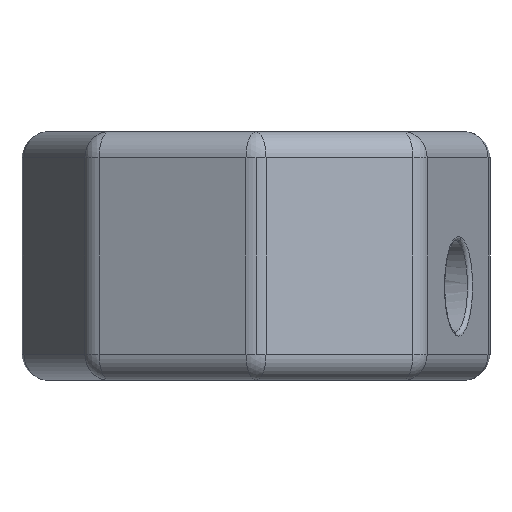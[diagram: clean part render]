
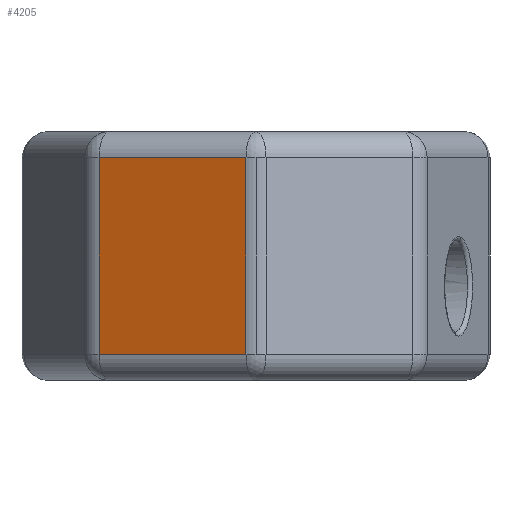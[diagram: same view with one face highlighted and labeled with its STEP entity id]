
A CAD part, left-side view. The second image highlights one B-rep face of the part: STEP entity #4205.
In plain terms, the highlighted planar face has unit normal (-0.924, 0.383, 0).
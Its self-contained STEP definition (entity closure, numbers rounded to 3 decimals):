
#37 = FACE_OUTER_BOUND ( 'NONE', #2473, .T. ) ;
#83 = ORIENTED_EDGE ( 'NONE', *, *, #765, .T. ) ;
#119 = DIRECTION ( 'NONE',  ( 0.383, 0.924, 0. ) ) ;
#122 = DIRECTION ( 'NONE',  ( 0., 0., 1. ) ) ;
#128 = ORIENTED_EDGE ( 'NONE', *, *, #1298, .T. ) ;
#319 = VERTEX_POINT ( 'NONE', #2554 ) ;
#624 = VERTEX_POINT ( 'NONE', #4395 ) ;
#765 = EDGE_CURVE ( 'NONE', #2297, #319, #2331, .T. ) ;
#872 = VECTOR ( 'NONE', #3374, 1000. ) ;
#1122 = AXIS2_PLACEMENT_3D ( 'NONE', #3115, #4271, #2356 ) ;
#1124 = CARTESIAN_POINT ( 'NONE',  ( -13.075, 11.992, 17. ) ) ;
#1298 = EDGE_CURVE ( 'NONE', #624, #2297, #2409, .T. ) ;
#1581 = PLANE ( 'NONE',  #1122 ) ;
#1995 = VECTOR ( 'NONE', #119, 1000. ) ;
#2035 = CARTESIAN_POINT ( 'NONE',  ( -13.075, 11.992, 17. ) ) ;
#2221 = CARTESIAN_POINT ( 'NONE',  ( -12.758, 12.758, 2. ) ) ;
#2297 = VERTEX_POINT ( 'NONE', #1124 ) ;
#2318 = VERTEX_POINT ( 'NONE', #3213 ) ;
#2331 = LINE ( 'NONE', #4270, #3599 ) ;
#2356 = DIRECTION ( 'NONE',  ( 0., 0., -1. ) ) ;
#2409 = LINE ( 'NONE', #2035, #1995 ) ;
#2473 = EDGE_LOOP ( 'NONE', ( #83, #2893, #4558, #128 ) ) ;
#2554 = CARTESIAN_POINT ( 'NONE',  ( -13.075, 11.992, 2. ) ) ;
#2827 = LINE ( 'NONE', #2856, #4026 ) ;
#2856 = CARTESIAN_POINT ( 'NONE',  ( -17.725, 0.765, 19. ) ) ;
#2893 = ORIENTED_EDGE ( 'NONE', *, *, #4409, .T. ) ;
#3089 = DIRECTION ( 'NONE',  ( 0., 0., -1. ) ) ;
#3115 = CARTESIAN_POINT ( 'NONE',  ( -12.758, 12.758, 19. ) ) ;
#3213 = CARTESIAN_POINT ( 'NONE',  ( -17.725, 0.765, 2. ) ) ;
#3374 = DIRECTION ( 'NONE',  ( -0.383, -0.924, 0. ) ) ;
#3599 = VECTOR ( 'NONE', #3089, 1000. ) ;
#4026 = VECTOR ( 'NONE', #122, 1000. ) ;
#4106 = LINE ( 'NONE', #2221, #872 ) ;
#4205 = ADVANCED_FACE ( 'NONE', ( #37 ), #1581, .F. ) ;
#4270 = CARTESIAN_POINT ( 'NONE',  ( -13.075, 11.992, 19. ) ) ;
#4271 = DIRECTION ( 'NONE',  ( 0.924, -0.383, 0. ) ) ;
#4395 = CARTESIAN_POINT ( 'NONE',  ( -17.725, 0.765, 17. ) ) ;
#4409 = EDGE_CURVE ( 'NONE', #319, #2318, #4106, .T. ) ;
#4558 = ORIENTED_EDGE ( 'NONE', *, *, #4822, .T. ) ;
#4822 = EDGE_CURVE ( 'NONE', #2318, #624, #2827, .T. ) ;
